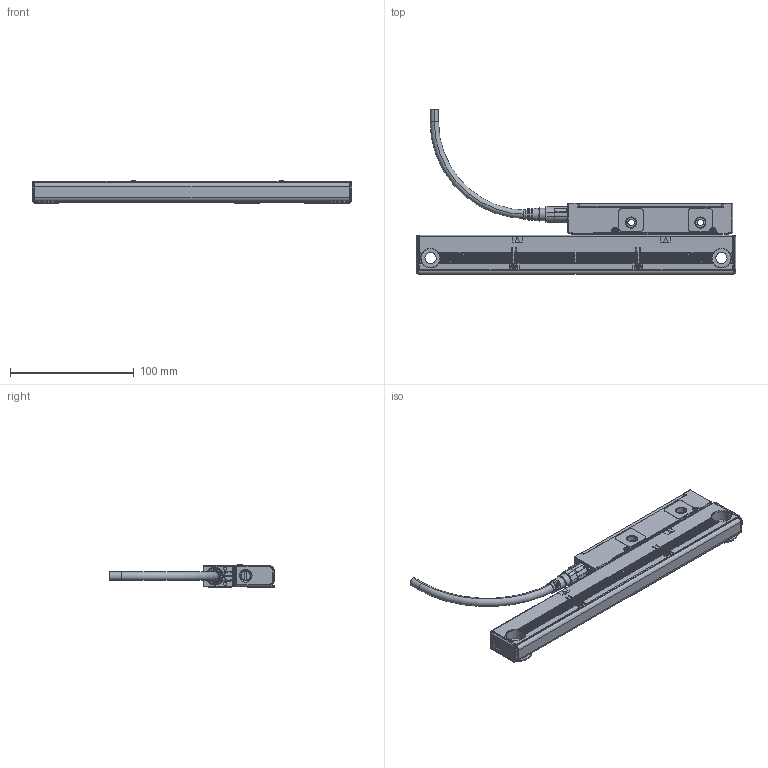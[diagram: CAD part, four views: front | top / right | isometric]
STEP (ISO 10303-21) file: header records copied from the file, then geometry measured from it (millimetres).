
FILE_DESCRIPTION(('CATIA V5 STEP'),'2;1');
FILE_NAME('SR27A-012-R.stp','2014-09-25T06:48:56+00:00',('none'),('none'),'CATIA Version 5 Release 19 SP 6 (IN-10)','CATIA V5 STEP AP214','none');
FILE_SCHEMA(('AUTOMOTIVE_DESIGN { 1 0 10303 214 1 1 1 1 }'));
Products named in the file (1): SR27A-012-R
Bounding box: 258 x 133.65 x 17.85 mm (x, y, z)
Volume: 476.5 mm3; surface area: 57064.3 mm2
Topology: 38 solids, 40 shells, 2119 faces, 5582 edges, 3531 vertices
Faces by surface type: plane 1009, cylinder 794, torus 108, cone 106, bspline 72, sphere 30
Entity records: 65262 total; most frequent: CARTESIAN_POINT 17591, ORIENTED_EDGE 11072, DIRECTION 7615, EDGE_CURVE 5532, VERTEX_POINT 3531, AXIS2_PLACEMENT_3D 3163, VECTOR 3131, LINE 3131
